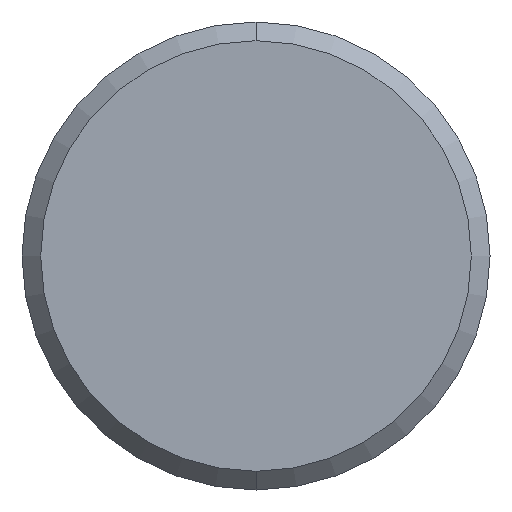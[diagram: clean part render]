
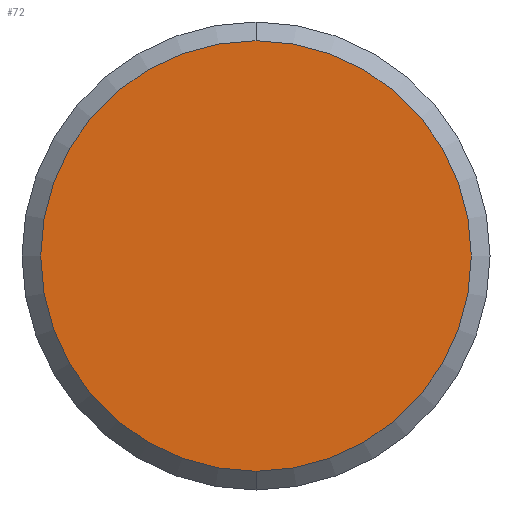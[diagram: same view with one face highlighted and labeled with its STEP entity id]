
A CAD part, front view. The second image highlights one B-rep face of the part: STEP entity #72.
In plain terms, the highlighted planar face has unit normal (0, -1, 0).
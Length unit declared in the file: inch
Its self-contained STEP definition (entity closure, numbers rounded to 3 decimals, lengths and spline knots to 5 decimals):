
#6 = CIRCLE ( 'NONE', #131, 0.22985 ) ;
#37 = CARTESIAN_POINT ( 'NONE',  ( 0., 0., -0.22985 ) ) ;
#43 = CARTESIAN_POINT ( 'NONE',  ( 0., 0., 0.22985 ) ) ;
#72 = ADVANCED_FACE ( 'NONE', ( #215 ), #250, .F. ) ;
#101 = DIRECTION ( 'NONE',  ( 0., -1., 0. ) ) ;
#105 = AXIS2_PLACEMENT_3D ( 'NONE', #227, #267, #119 ) ;
#117 = EDGE_LOOP ( 'NONE', ( #212, #180 ) ) ;
#119 = DIRECTION ( 'NONE',  ( 0., 0., 1. ) ) ;
#131 = AXIS2_PLACEMENT_3D ( 'NONE', #158, #101, #183 ) ;
#135 = DIRECTION ( 'NONE',  ( 0., 0., 1. ) ) ;
#158 = CARTESIAN_POINT ( 'NONE',  ( 0., 0., 0. ) ) ;
#178 = AXIS2_PLACEMENT_3D ( 'NONE', #252, #200, #135 ) ;
#179 = VERTEX_POINT ( 'NONE', #43 ) ;
#180 = ORIENTED_EDGE ( 'NONE', *, *, #243, .T. ) ;
#183 = DIRECTION ( 'NONE',  ( 0., 0., 1. ) ) ;
#198 = CIRCLE ( 'NONE', #105, 0.22985 ) ;
#200 = DIRECTION ( 'NONE',  ( 0., 1., 0. ) ) ;
#212 = ORIENTED_EDGE ( 'NONE', *, *, #269, .T. ) ;
#215 = FACE_OUTER_BOUND ( 'NONE', #117, .T. ) ;
#227 = CARTESIAN_POINT ( 'NONE',  ( 0., 0., 0. ) ) ;
#243 = EDGE_CURVE ( 'NONE', #247, #179, #6, .T. ) ;
#247 = VERTEX_POINT ( 'NONE', #37 ) ;
#250 = PLANE ( 'NONE',  #178 ) ;
#252 = CARTESIAN_POINT ( 'NONE',  ( 0., 0., 0. ) ) ;
#267 = DIRECTION ( 'NONE',  ( 0., -1., 0. ) ) ;
#269 = EDGE_CURVE ( 'NONE', #179, #247, #198, .T. ) ;
